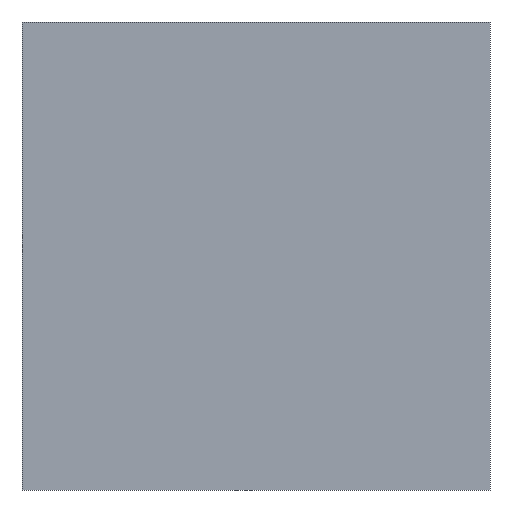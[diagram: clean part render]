
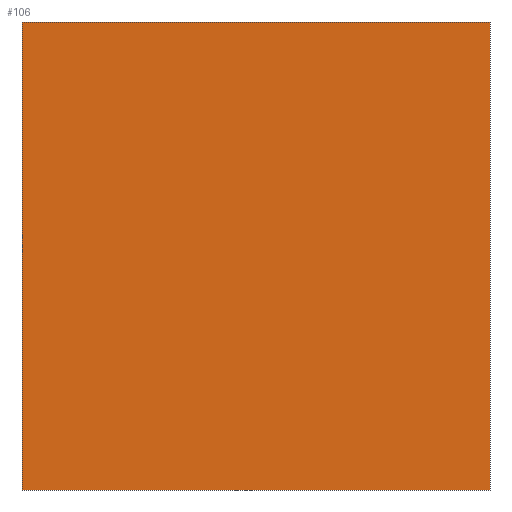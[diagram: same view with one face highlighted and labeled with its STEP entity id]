
A CAD part, front view. The second image highlights one B-rep face of the part: STEP entity #106.
In plain terms, the highlighted planar face has unit normal (0, -1, 0).
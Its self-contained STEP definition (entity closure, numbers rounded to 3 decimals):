
#20=FACE_OUTER_BOUND('',#26,.T.);
#26=EDGE_LOOP('',(#91,#92,#93,#94));
#29=LINE('',#161,#41);
#33=LINE('',#168,#45);
#36=LINE('',#174,#48);
#37=LINE('',#176,#49);
#41=VECTOR('',#133,10.);
#45=VECTOR('',#139,10.);
#48=VECTOR('',#144,10.);
#49=VECTOR('',#147,10.);
#53=VERTEX_POINT('',#158);
#54=VERTEX_POINT('',#160);
#56=VERTEX_POINT('',#166);
#58=VERTEX_POINT('',#172);
#61=EDGE_CURVE('',#53,#54,#29,.T.);
#65=EDGE_CURVE('',#56,#53,#33,.T.);
#68=EDGE_CURVE('',#58,#56,#36,.T.);
#69=EDGE_CURVE('',#54,#58,#37,.T.);
#91=ORIENTED_EDGE('',*,*,#65,.F.);
#92=ORIENTED_EDGE('',*,*,#68,.F.);
#93=ORIENTED_EDGE('',*,*,#69,.F.);
#94=ORIENTED_EDGE('',*,*,#61,.F.);
#100=PLANE('',#126);
#106=ADVANCED_FACE('',(#20),#100,.F.);
#126=AXIS2_PLACEMENT_3D('',#179,#151,#152);
#133=DIRECTION('',(-1.,0.,0.));
#139=DIRECTION('',(0.,0.,-1.));
#144=DIRECTION('',(1.,0.,0.));
#147=DIRECTION('',(0.,0.,1.));
#151=DIRECTION('center_axis',(0.,1.,0.));
#152=DIRECTION('ref_axis',(1.,0.,0.));
#158=CARTESIAN_POINT('',(5.2,0.,-5.2));
#160=CARTESIAN_POINT('',(-5.2,0.,-5.2));
#161=CARTESIAN_POINT('',(5.2,0.,-5.2));
#166=CARTESIAN_POINT('',(5.2,0.,5.2));
#168=CARTESIAN_POINT('',(5.2,0.,5.2));
#172=CARTESIAN_POINT('',(-5.2,0.,5.2));
#174=CARTESIAN_POINT('',(-5.2,0.,5.2));
#176=CARTESIAN_POINT('',(-5.2,0.,-5.2));
#179=CARTESIAN_POINT('Origin',(0.,0.,0.));
